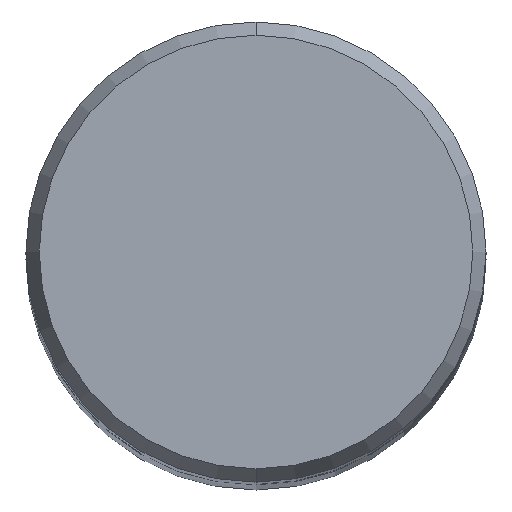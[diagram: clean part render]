
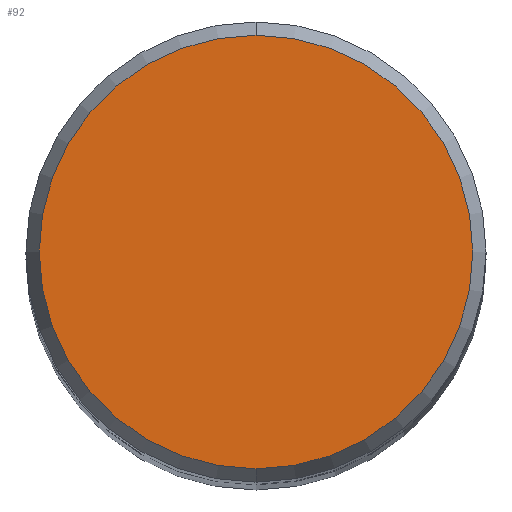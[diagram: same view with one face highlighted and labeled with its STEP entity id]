
A CAD part, top view. The second image highlights one B-rep face of the part: STEP entity #92.
In plain terms, the highlighted planar face has unit normal (0, 0, 1).
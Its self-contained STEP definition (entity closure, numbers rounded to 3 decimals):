
#92=ADVANCED_FACE('',(#213),#214,.T.);
#102=VERTEX_POINT('',#227);
#136=EDGE_CURVE('',#144,#102,#268,.T.);
#142=EDGE_CURVE('',#102,#144,#274,.T.);
#144=VERTEX_POINT('',#276);
#213=FACE_OUTER_BOUND('',#343,.T.);
#214=PLANE('',#344);
#227=CARTESIAN_POINT('',(0.,-7.479,0.01));
#268=CIRCLE('',#408,7.479);
#274=CIRCLE('',#416,7.479);
#276=CARTESIAN_POINT('',(0.0,7.479,0.01));
#343=EDGE_LOOP('',(#486,#487));
#344=AXIS2_PLACEMENT_3D('',#488,#489,#490);
#408=AXIS2_PLACEMENT_3D('',#578,#579,#580);
#416=AXIS2_PLACEMENT_3D('',#583,#584,#585);
#486=ORIENTED_EDGE('',*,*,#136,.F.);
#487=ORIENTED_EDGE('',*,*,#142,.F.);
#488=CARTESIAN_POINT('',(0.0,3.74,0.01));
#489=DIRECTION('',(-0.0,0.0,1.0));
#490=DIRECTION('',(0.0,-1.0,0.0));
#578=CARTESIAN_POINT('',(0.0,0.0,0.01));
#579=DIRECTION('',(0.0,0.0,-1.0));
#580=DIRECTION('',(0.0,1.0,0.0));
#583=CARTESIAN_POINT('',(0.0,0.0,0.01));
#584=DIRECTION('',(0.0,0.0,-1.0));
#585=DIRECTION('',(0.0,1.0,0.0));
